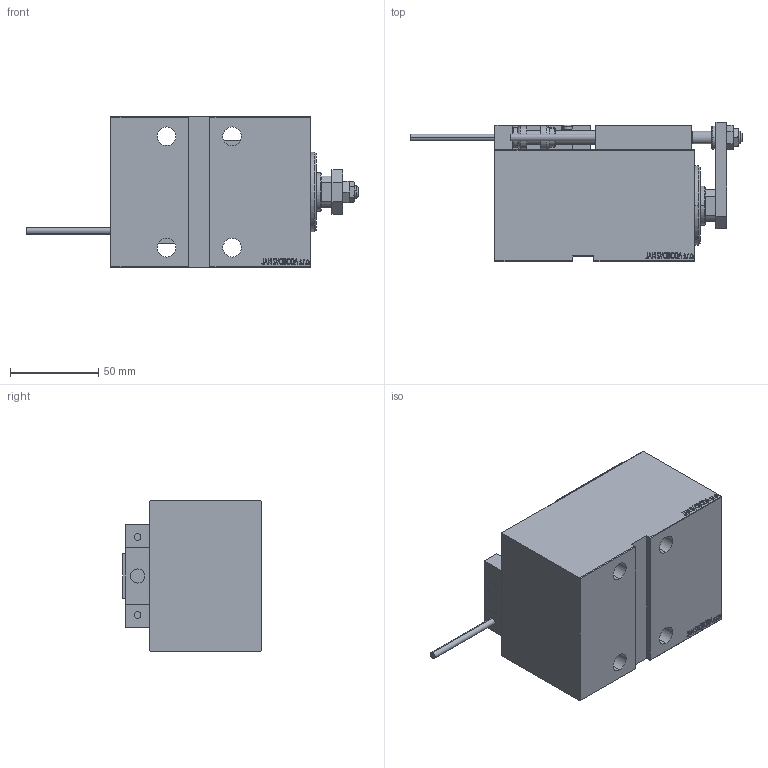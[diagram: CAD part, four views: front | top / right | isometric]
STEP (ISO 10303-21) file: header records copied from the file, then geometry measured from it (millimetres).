
FILE_DESCRIPTION (( 'STEP AP203' ), '1' );
FILE_NAME ('004c.STEP', '2021-03-18T23:29:31', ( '' ), ( '' ), 'SwSTEP 2.0', 'SolidWorks 2019', '' );
FILE_SCHEMA (( 'CONFIG_CONTROL_DESIGN' ));
Length unit declared in the file: millimetre
Products named in the file (16): MAGNET 76fffe44a2e491ee03607f62c6e5ae69; V450CM_VC_B 76fffe44a2e491ee03607f62c6e5ae69; V450CM_E_VCP 76fffe44a2e491ee03607f62c6e5ae69; KONCOVKA 76fffe44a2e491ee03607f62c6e5ae69; SWITCH DIM B,W 76fffe44a2e491ee03607f62c6e5ae69; NUT_D12 76fffe44a2e491ee03607f62c6e5ae69; ALLEN BOLT D8 76fffe44a2e491ee03607f62c6e5ae69; Block 76fffe44a2e491ee03607f62c6e5ae69; SWITCH_X_FRONT_BACK 76fffe44a2e491ee03607f62c6e5ae69; TYC_L79 76fffe44a2e491ee03607f62c6e5ae69; 004c; SWITCH X 76fffe44a2e491ee03607f62c6e5ae69; ZARAZKA 76fffe44a2e491ee03607f62c6e5ae69; ALLEN BOLT D5 76fffe44a2e491ee03607f62c6e5ae69; V450CM_E 76fffe44a2e491ee03607f62c6e5ae69; NUT_D10 76fffe44a2e491ee03607f62c6e5ae69
Assembly tree (25 placements, depth 3):
  004c
    V450CM_E 76fffe44a2e491ee03607f62c6e5ae69
    V450CM_E_VCP 76fffe44a2e491ee03607f62c6e5ae69
    V450CM_VC_B 76fffe44a2e491ee03607f62c6e5ae69
    SWITCH X 76fffe44a2e491ee03607f62c6e5ae69
      SWITCH_X_FRONT_BACK 76fffe44a2e491ee03607f62c6e5ae69  x2
      TYC_L79 76fffe44a2e491ee03607f62c6e5ae69
      Block 76fffe44a2e491ee03607f62c6e5ae69  x2
      ALLEN BOLT D5 76fffe44a2e491ee03607f62c6e5ae69  x4
      ALLEN BOLT D8 76fffe44a2e491ee03607f62c6e5ae69  x4
      MAGNET 76fffe44a2e491ee03607f62c6e5ae69  x2
      KONCOVKA 76fffe44a2e491ee03607f62c6e5ae69  x2
    SWITCH DIM B,W 76fffe44a2e491ee03607f62c6e5ae69
    ZARAZKA 76fffe44a2e491ee03607f62c6e5ae69
    NUT_D10 76fffe44a2e491ee03607f62c6e5ae69
    NUT_D12 76fffe44a2e491ee03607f62c6e5ae69
Bounding box: 187.7 x 78.5 x 85 mm (x, y, z)
Volume: 567784.2 mm3; surface area: 113324.7 mm2
Topology: 24 solids, 24 shells, 1298 faces, 3106 edges, 1986 vertices
Faces by surface type: plane 573, bspline 380, cylinder 184, cone 113, torus 44, sphere 4
Entity records: 50161 total; most frequent: CARTESIAN_POINT 25436, ORIENTED_EDGE 5232, DIRECTION 3525, EDGE_CURVE 2616, VERTEX_POINT 1710, LINE 1511, VECTOR 1511, EDGE_LOOP 1208
